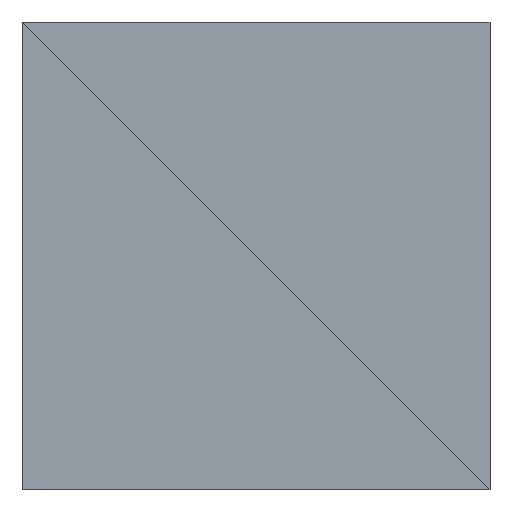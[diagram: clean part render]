
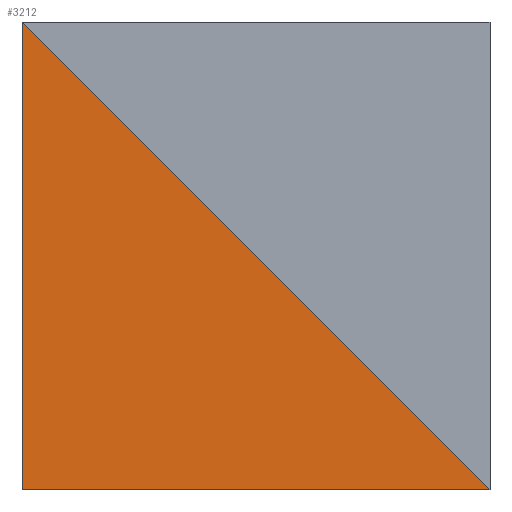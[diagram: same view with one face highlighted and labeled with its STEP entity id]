
A CAD part, front view. The second image highlights one B-rep face of the part: STEP entity #3212.
In plain terms, the highlighted planar face has unit normal (0, -1, 0).
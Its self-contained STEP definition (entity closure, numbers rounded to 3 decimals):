
#3212 = ADVANCED_FACE('',(#3213),#3227,.T.);
#3213 = FACE_BOUND('',#3214,.T.);
#3214 = EDGE_LOOP('',(#3215,#3249,#3276));
#3215 = ORIENTED_EDGE('',*,*,#3216,.T.);
#3216 = EDGE_CURVE('',#3217,#3219,#3221,.T.);
#3217 = VERTEX_POINT('',#3218);
#3218 = CARTESIAN_POINT('',(30.,41.791,0.));
#3219 = VERTEX_POINT('',#3220);
#3220 = CARTESIAN_POINT('',(0.,41.791,30.));
#3221 = SURFACE_CURVE('',#3222,(#3226,#3238),.PCURVE_S1.);
#3222 = LINE('',#3223,#3224);
#3223 = CARTESIAN_POINT('',(30.,41.791,0.));
#3224 = VECTOR('',#3225,1.);
#3225 = DIRECTION('',(-0.707,0.,0.707));
#3226 = PCURVE('',#3227,#3232);
#3227 = PLANE('',#3228);
#3228 = AXIS2_PLACEMENT_3D('',#3229,#3230,#3231);
#3229 = CARTESIAN_POINT('',(10.607,41.791,
    10.607));
#3230 = DIRECTION('',(0.,-1.,0.));
#3231 = DIRECTION('',(-1.,0.,0.));
#3232 = DEFINITIONAL_REPRESENTATION('',(#3233),#3237);
#3233 = LINE('',#3234,#3235);
#3234 = CARTESIAN_POINT('',(-19.393,10.607));
#3235 = VECTOR('',#3236,1.);
#3236 = DIRECTION('',(0.707,-0.707));
#3237 = ( GEOMETRIC_REPRESENTATION_CONTEXT(2) 
PARAMETRIC_REPRESENTATION_CONTEXT() REPRESENTATION_CONTEXT('2D SPACE',''
  ) );
#3238 = PCURVE('',#3239,#3244);
#3239 = PLANE('',#3240);
#3240 = AXIS2_PLACEMENT_3D('',#3241,#3242,#3243);
#3241 = CARTESIAN_POINT('',(19.393,41.791,
    19.393));
#3242 = DIRECTION('',(0.,-1.,0.));
#3243 = DIRECTION('',(-1.,0.,0.));
#3244 = DEFINITIONAL_REPRESENTATION('',(#3245),#3248);
#3245 = B_SPLINE_CURVE_WITH_KNOTS('',1,(#3246,#3247),.UNSPECIFIED.,.F.,
  .F.,(2,2),(0.,42.426),.PIECEWISE_BEZIER_KNOTS.);
#3246 = CARTESIAN_POINT('',(-10.607,19.393));
#3247 = CARTESIAN_POINT('',(19.393,-10.607));
#3248 = ( GEOMETRIC_REPRESENTATION_CONTEXT(2) 
PARAMETRIC_REPRESENTATION_CONTEXT() REPRESENTATION_CONTEXT('2D SPACE',''
  ) );
#3249 = ORIENTED_EDGE('',*,*,#3250,.T.);
#3250 = EDGE_CURVE('',#3219,#3251,#3253,.T.);
#3251 = VERTEX_POINT('',#3252);
#3252 = CARTESIAN_POINT('',(0.,41.791,0.));
#3253 = SURFACE_CURVE('',#3254,(#3258,#3265),.PCURVE_S1.);
#3254 = LINE('',#3255,#3256);
#3255 = CARTESIAN_POINT('',(0.,41.791,30.));
#3256 = VECTOR('',#3257,1.);
#3257 = DIRECTION('',(0.,0.,-1.));
#3258 = PCURVE('',#3227,#3259);
#3259 = DEFINITIONAL_REPRESENTATION('',(#3260),#3264);
#3260 = LINE('',#3261,#3262);
#3261 = CARTESIAN_POINT('',(10.607,-19.393));
#3262 = VECTOR('',#3263,1.);
#3263 = DIRECTION('',(0.,1.));
#3264 = ( GEOMETRIC_REPRESENTATION_CONTEXT(2) 
PARAMETRIC_REPRESENTATION_CONTEXT() REPRESENTATION_CONTEXT('2D SPACE',''
  ) );
#3265 = PCURVE('',#3266,#3271);
#3266 = PLANE('',#3267);
#3267 = AXIS2_PLACEMENT_3D('',#3268,#3269,#3270);
#3268 = CARTESIAN_POINT('',(0.,75.651,
    21.14));
#3269 = DIRECTION('',(-1.,0.,0.));
#3270 = DIRECTION('',(0.,-1.,0.));
#3271 = DEFINITIONAL_REPRESENTATION('',(#3272),#3275);
#3272 = B_SPLINE_CURVE_WITH_KNOTS('',1,(#3273,#3274),.UNSPECIFIED.,.F.,
  .F.,(2,2),(0.,30.),.PIECEWISE_BEZIER_KNOTS.);
#3273 = CARTESIAN_POINT('',(33.86,8.86));
#3274 = CARTESIAN_POINT('',(33.86,-21.14));
#3275 = ( GEOMETRIC_REPRESENTATION_CONTEXT(2) 
PARAMETRIC_REPRESENTATION_CONTEXT() REPRESENTATION_CONTEXT('2D SPACE',''
  ) );
#3276 = ORIENTED_EDGE('',*,*,#3277,.T.);
#3277 = EDGE_CURVE('',#3251,#3217,#3278,.T.);
#3278 = SURFACE_CURVE('',#3279,(#3283,#3290),.PCURVE_S1.);
#3279 = LINE('',#3280,#3281);
#3280 = CARTESIAN_POINT('',(0.,41.791,0.));
#3281 = VECTOR('',#3282,1.);
#3282 = DIRECTION('',(1.,0.,0.));
#3283 = PCURVE('',#3227,#3284);
#3284 = DEFINITIONAL_REPRESENTATION('',(#3285),#3289);
#3285 = LINE('',#3286,#3287);
#3286 = CARTESIAN_POINT('',(10.607,10.607));
#3287 = VECTOR('',#3288,1.);
#3288 = DIRECTION('',(-1.,0.));
#3289 = ( GEOMETRIC_REPRESENTATION_CONTEXT(2) 
PARAMETRIC_REPRESENTATION_CONTEXT() REPRESENTATION_CONTEXT('2D SPACE',''
  ) );
#3290 = PCURVE('',#3291,#3296);
#3291 = PLANE('',#3292);
#3292 = AXIS2_PLACEMENT_3D('',#3293,#3294,#3295);
#3293 = CARTESIAN_POINT('',(21.14,75.651,0.));
#3294 = DIRECTION('',(-0.,-0.,-1.));
#3295 = DIRECTION('',(-1.,0.,0.));
#3296 = DEFINITIONAL_REPRESENTATION('',(#3297),#3300);
#3297 = B_SPLINE_CURVE_WITH_KNOTS('',1,(#3298,#3299),.UNSPECIFIED.,.F.,
  .F.,(2,2),(0.,30.),.PIECEWISE_BEZIER_KNOTS.);
#3298 = CARTESIAN_POINT('',(21.14,-33.86));
#3299 = CARTESIAN_POINT('',(-8.86,-33.86));
#3300 = ( GEOMETRIC_REPRESENTATION_CONTEXT(2) 
PARAMETRIC_REPRESENTATION_CONTEXT() REPRESENTATION_CONTEXT('2D SPACE',''
  ) );
